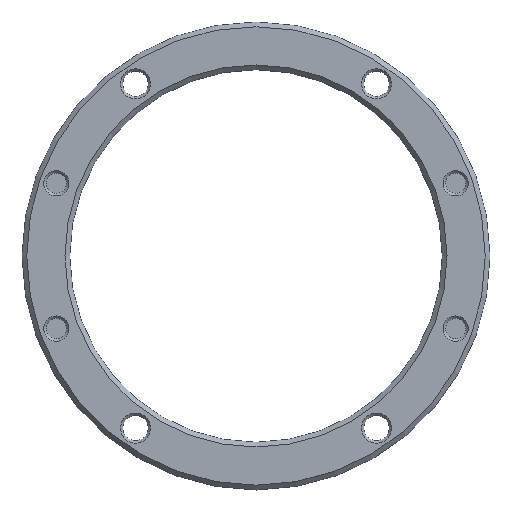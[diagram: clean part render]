
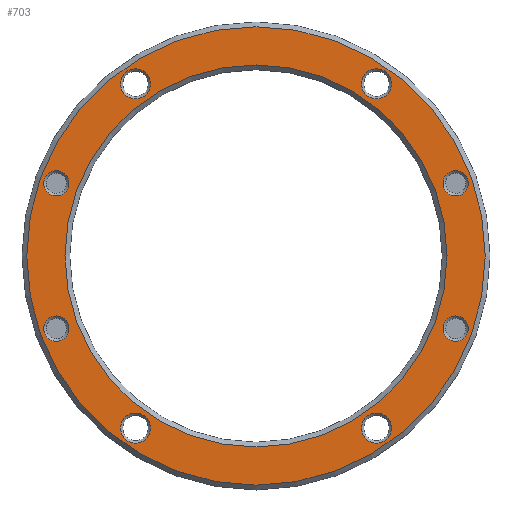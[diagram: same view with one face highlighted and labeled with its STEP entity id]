
A CAD part, top view. The second image highlights one B-rep face of the part: STEP entity #703.
In plain terms, the highlighted planar face has unit normal (0, 0, 1).
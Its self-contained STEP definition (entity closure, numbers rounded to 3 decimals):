
#38=FACE_BOUND('',#121,.T.);
#39=FACE_BOUND('',#122,.T.);
#40=FACE_BOUND('',#123,.T.);
#41=FACE_BOUND('',#124,.T.);
#42=FACE_BOUND('',#125,.T.);
#43=FACE_BOUND('',#126,.T.);
#44=FACE_BOUND('',#127,.T.);
#45=FACE_BOUND('',#128,.T.);
#46=FACE_BOUND('',#129,.T.);
#48=PLANE('',#790);
#67=FACE_OUTER_BOUND('',#120,.T.);
#120=EDGE_LOOP('',(#528));
#121=EDGE_LOOP('',(#529));
#122=EDGE_LOOP('',(#530));
#123=EDGE_LOOP('',(#531));
#124=EDGE_LOOP('',(#532));
#125=EDGE_LOOP('',(#533));
#126=EDGE_LOOP('',(#534));
#127=EDGE_LOOP('',(#535));
#128=EDGE_LOOP('',(#536));
#129=EDGE_LOOP('',(#537));
#259=CIRCLE('',#789,2.65);
#260=CIRCLE('',#791,48.);
#261=CIRCLE('',#792,2.65);
#262=CIRCLE('',#793,2.65);
#263=CIRCLE('',#794,3.15);
#264=CIRCLE('',#795,3.15);
#265=CIRCLE('',#796,40.);
#266=CIRCLE('',#797,3.15);
#267=CIRCLE('',#798,3.15);
#268=CIRCLE('',#799,2.65);
#327=VERTEX_POINT('',#1198);
#328=VERTEX_POINT('',#1202);
#329=VERTEX_POINT('',#1204);
#330=VERTEX_POINT('',#1206);
#331=VERTEX_POINT('',#1208);
#332=VERTEX_POINT('',#1210);
#333=VERTEX_POINT('',#1212);
#334=VERTEX_POINT('',#1214);
#335=VERTEX_POINT('',#1216);
#336=VERTEX_POINT('',#1218);
#404=EDGE_CURVE('',#327,#327,#259,.T.);
#405=EDGE_CURVE('',#328,#328,#260,.T.);
#406=EDGE_CURVE('',#329,#329,#261,.T.);
#407=EDGE_CURVE('',#330,#330,#262,.T.);
#408=EDGE_CURVE('',#331,#331,#263,.T.);
#409=EDGE_CURVE('',#332,#332,#264,.T.);
#410=EDGE_CURVE('',#333,#333,#265,.T.);
#411=EDGE_CURVE('',#334,#334,#266,.T.);
#412=EDGE_CURVE('',#335,#335,#267,.T.);
#413=EDGE_CURVE('',#336,#336,#268,.T.);
#528=ORIENTED_EDGE('',*,*,#405,.F.);
#529=ORIENTED_EDGE('',*,*,#406,.F.);
#530=ORIENTED_EDGE('',*,*,#407,.F.);
#531=ORIENTED_EDGE('',*,*,#408,.F.);
#532=ORIENTED_EDGE('',*,*,#409,.F.);
#533=ORIENTED_EDGE('',*,*,#410,.F.);
#534=ORIENTED_EDGE('',*,*,#411,.F.);
#535=ORIENTED_EDGE('',*,*,#412,.F.);
#536=ORIENTED_EDGE('',*,*,#413,.F.);
#537=ORIENTED_EDGE('',*,*,#404,.F.);
#703=ADVANCED_FACE('',(#67,#38,#39,#40,#41,#42,#43,#44,#45,#46),#48,.T.);
#789=AXIS2_PLACEMENT_3D('',#1200,#950,#951);
#790=AXIS2_PLACEMENT_3D('',#1201,#952,#953);
#791=AXIS2_PLACEMENT_3D('',#1203,#954,#955);
#792=AXIS2_PLACEMENT_3D('',#1205,#956,#957);
#793=AXIS2_PLACEMENT_3D('',#1207,#958,#959);
#794=AXIS2_PLACEMENT_3D('',#1209,#960,#961);
#795=AXIS2_PLACEMENT_3D('',#1211,#962,#963);
#796=AXIS2_PLACEMENT_3D('',#1213,#964,#965);
#797=AXIS2_PLACEMENT_3D('',#1215,#966,#967);
#798=AXIS2_PLACEMENT_3D('',#1217,#968,#969);
#799=AXIS2_PLACEMENT_3D('',#1219,#970,#971);
#950=DIRECTION('center_axis',(0.,0.,1.));
#951=DIRECTION('ref_axis',(1.,0.,0.));
#952=DIRECTION('center_axis',(0.,0.,1.));
#953=DIRECTION('ref_axis',(1.,0.,0.));
#954=DIRECTION('center_axis',(0.,0.,-1.));
#955=DIRECTION('ref_axis',(1.,0.,0.));
#956=DIRECTION('center_axis',(0.,0.,1.));
#957=DIRECTION('ref_axis',(1.,0.,0.));
#958=DIRECTION('center_axis',(0.,0.,1.));
#959=DIRECTION('ref_axis',(1.,0.,0.));
#960=DIRECTION('center_axis',(0.,0.,1.));
#961=DIRECTION('ref_axis',(-1.,0.,0.));
#962=DIRECTION('center_axis',(0.,0.,1.));
#963=DIRECTION('ref_axis',(-1.,0.,0.));
#964=DIRECTION('center_axis',(0.,0.,1.));
#965=DIRECTION('ref_axis',(1.,0.,0.));
#966=DIRECTION('center_axis',(0.,0.,1.));
#967=DIRECTION('ref_axis',(-1.,0.,0.));
#968=DIRECTION('center_axis',(0.,0.,1.));
#969=DIRECTION('ref_axis',(-1.,0.,0.));
#970=DIRECTION('center_axis',(0.,0.,1.));
#971=DIRECTION('ref_axis',(1.,0.,0.));
#1198=CARTESIAN_POINT('',(-44.466,-15.22,7.));
#1200=CARTESIAN_POINT('Origin',(-41.816,-15.22,7.));
#1201=CARTESIAN_POINT('Origin',(0.,0.,7.));
#1202=CARTESIAN_POINT('',(-48.,0.,7.));
#1203=CARTESIAN_POINT('Origin',(0.,0.,7.));
#1204=CARTESIAN_POINT('',(-44.466,15.22,7.));
#1205=CARTESIAN_POINT('Origin',(-41.816,15.22,7.));
#1206=CARTESIAN_POINT('',(39.166,-15.22,7.));
#1207=CARTESIAN_POINT('Origin',(41.816,-15.22,7.));
#1208=CARTESIAN_POINT('',(28.387,-36.043,7.));
#1209=CARTESIAN_POINT('Origin',(25.237,-36.043,7.));
#1210=CARTESIAN_POINT('',(28.387,36.043,7.));
#1211=CARTESIAN_POINT('Origin',(25.237,36.043,7.));
#1212=CARTESIAN_POINT('',(-40.,0.,7.));
#1213=CARTESIAN_POINT('Origin',(0.,0.,7.));
#1214=CARTESIAN_POINT('',(-22.087,36.043,7.));
#1215=CARTESIAN_POINT('Origin',(-25.237,36.043,7.));
#1216=CARTESIAN_POINT('',(-22.087,-36.043,7.));
#1217=CARTESIAN_POINT('Origin',(-25.237,-36.043,7.));
#1218=CARTESIAN_POINT('',(39.166,15.22,7.));
#1219=CARTESIAN_POINT('Origin',(41.816,15.22,7.));
